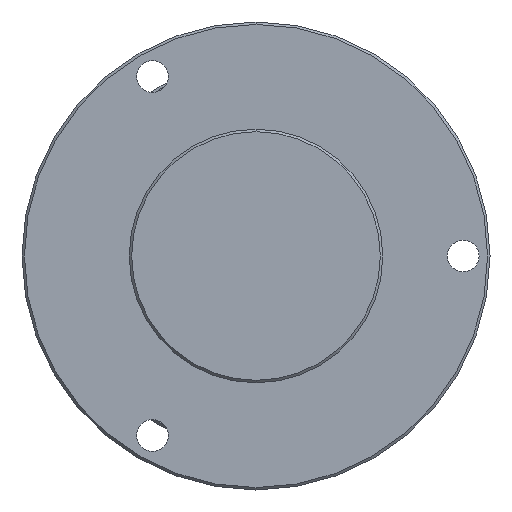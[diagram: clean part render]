
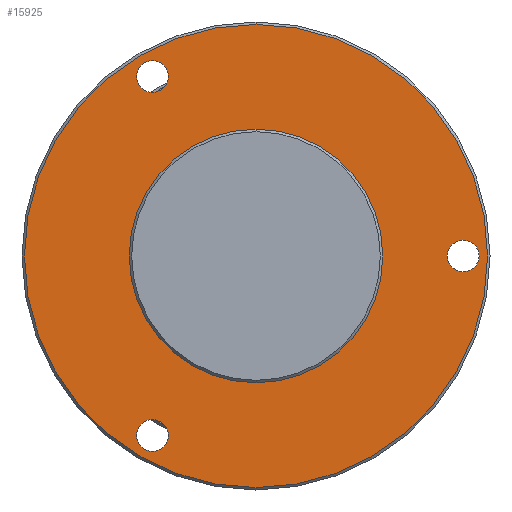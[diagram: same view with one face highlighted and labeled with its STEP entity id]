
A CAD part, left-side view. The second image highlights one B-rep face of the part: STEP entity #15925.
In plain terms, the highlighted planar face has unit normal (-1, 0, 0).
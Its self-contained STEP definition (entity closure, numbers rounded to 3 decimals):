
#150 = DIRECTION ( 'NONE',  ( 0., 0., -1. ) ) ;
#168 = DIRECTION ( 'NONE',  ( 0., 0., -1. ) ) ;
#587 = CARTESIAN_POINT ( 'NONE',  ( -103.332, 27.239, 108.899 ) ) ;
#952 = DIRECTION ( 'NONE',  ( 0., 0., -1. ) ) ;
#1058 = VERTEX_POINT ( 'NONE', #10378 ) ;
#1412 = CARTESIAN_POINT ( 'NONE',  ( -103.332, 27.239, 28.787 ) ) ;
#1453 = DIRECTION ( 'NONE',  ( 0., 0., 1. ) ) ;
#1910 = DIRECTION ( 'NONE',  ( -1., 0., 0. ) ) ;
#2056 = DIRECTION ( 'NONE',  ( 0., 0., -1. ) ) ;
#2183 = CIRCLE ( 'NONE', #12584, 25.5 ) ;
#2730 = VERTEX_POINT ( 'NONE', #587 ) ;
#3065 = ORIENTED_EDGE ( 'NONE', *, *, #20915, .F. ) ;
#3493 = ORIENTED_EDGE ( 'NONE', *, *, #8064, .F. ) ;
#3515 = EDGE_LOOP ( 'NONE', ( #17144, #3065 ) ) ;
#3582 = CARTESIAN_POINT ( 'NONE',  ( -103.332, 5.989, 68.843 ) ) ;
#3685 = DIRECTION ( 'NONE',  ( -1., 0., 0. ) ) ;
#4061 = DIRECTION ( 'NONE',  ( -1., 0., 0. ) ) ;
#4964 = EDGE_CURVE ( 'NONE', #14112, #23776, #6231, .T. ) ;
#5216 = AXIS2_PLACEMENT_3D ( 'NONE', #3582, #10925, #168 ) ;
#5529 = CIRCLE ( 'NONE', #22802, 3.25 ) ;
#5823 = DIRECTION ( 'NONE',  ( -1., 0., 0. ) ) ;
#6194 = EDGE_CURVE ( 'NONE', #17063, #1058, #13386, .T. ) ;
#6206 = DIRECTION ( 'NONE',  ( -1., 0., 0. ) ) ;
#6231 = CIRCLE ( 'NONE', #20801, 25.5 ) ;
#6355 = AXIS2_PLACEMENT_3D ( 'NONE', #15201, #6206, #14848 ) ;
#6400 = AXIS2_PLACEMENT_3D ( 'NONE', #20527, #4061, #20654 ) ;
#6402 = CIRCLE ( 'NONE', #16385, 3.25 ) ;
#6475 = EDGE_CURVE ( 'NONE', #23776, #14112, #2183, .T. ) ;
#7185 = EDGE_CURVE ( 'NONE', #16061, #2730, #7894, .T. ) ;
#7431 = CARTESIAN_POINT ( 'NONE',  ( -103.332, 27.239, 105.649 ) ) ;
#7559 = VERTEX_POINT ( 'NONE', #1412 ) ;
#7894 = CIRCLE ( 'NONE', #6355, 3.25 ) ;
#8064 = EDGE_CURVE ( 'NONE', #21283, #7559, #18655, .T. ) ;
#8304 = AXIS2_PLACEMENT_3D ( 'NONE', #21648, #14186, #18138 ) ;
#8704 = CIRCLE ( 'NONE', #6400, 3.25 ) ;
#8820 = CARTESIAN_POINT ( 'NONE',  ( -103.332, 5.989, 68.843 ) ) ;
#8997 = DIRECTION ( 'NONE',  ( -1., 0., 0. ) ) ;
#9485 = CARTESIAN_POINT ( 'NONE',  ( -103.332, 5.989, 21.343 ) ) ;
#9537 = VERTEX_POINT ( 'NONE', #18017 ) ;
#9545 = CARTESIAN_POINT ( 'NONE',  ( -103.332, -36.511, 68.843 ) ) ;
#10378 = CARTESIAN_POINT ( 'NONE',  ( -103.332, 5.989, 116.343 ) ) ;
#10574 = FACE_BOUND ( 'NONE', #3515, .T. ) ;
#10925 = DIRECTION ( 'NONE',  ( -1., 0., 0. ) ) ;
#11788 = DIRECTION ( 'NONE',  ( 0., 0., -1. ) ) ;
#12329 = DIRECTION ( 'NONE',  ( -1., 0., 0. ) ) ;
#12382 = FACE_BOUND ( 'NONE', #18068, .T. ) ;
#12509 = CIRCLE ( 'NONE', #5216, 47.5 ) ;
#12584 = AXIS2_PLACEMENT_3D ( 'NONE', #8820, #1910, #1453 ) ;
#12882 = AXIS2_PLACEMENT_3D ( 'NONE', #19266, #13746, #952 ) ;
#13196 = ORIENTED_EDGE ( 'NONE', *, *, #6194, .T. ) ;
#13386 = CIRCLE ( 'NONE', #16843, 47.5 ) ;
#13746 = DIRECTION ( 'NONE',  ( -1., 0., 0. ) ) ;
#14112 = VERTEX_POINT ( 'NONE', #18904 ) ;
#14186 = DIRECTION ( 'NONE',  ( 1., 0., 0. ) ) ;
#14378 = ORIENTED_EDGE ( 'NONE', *, *, #17400, .F. ) ;
#14414 = FACE_OUTER_BOUND ( 'NONE', #21469, .T. ) ;
#14636 = FACE_BOUND ( 'NONE', #22356, .T. ) ;
#14655 = ORIENTED_EDGE ( 'NONE', *, *, #6475, .F. ) ;
#14738 = DIRECTION ( 'NONE',  ( 0., 0., -1. ) ) ;
#14739 = ORIENTED_EDGE ( 'NONE', *, *, #15480, .T. ) ;
#14848 = DIRECTION ( 'NONE',  ( 0., 0., -1. ) ) ;
#15201 = CARTESIAN_POINT ( 'NONE',  ( -103.332, 27.239, 105.649 ) ) ;
#15480 = EDGE_CURVE ( 'NONE', #1058, #17063, #12509, .T. ) ;
#15494 = CARTESIAN_POINT ( 'NONE',  ( -103.332, 27.239, 32.037 ) ) ;
#15577 = CIRCLE ( 'NONE', #17125, 3.25 ) ;
#15872 = EDGE_CURVE ( 'NONE', #7559, #21283, #15577, .T. ) ;
#15925 = ADVANCED_FACE ( 'NONE', ( #12382, #14636, #10574, #14414, #21768 ), #19948, .F. ) ;
#16022 = EDGE_CURVE ( 'NONE', #16837, #9537, #8704, .T. ) ;
#16061 = VERTEX_POINT ( 'NONE', #21001 ) ;
#16385 = AXIS2_PLACEMENT_3D ( 'NONE', #9545, #5823, #2056 ) ;
#16837 = VERTEX_POINT ( 'NONE', #19951 ) ;
#16843 = AXIS2_PLACEMENT_3D ( 'NONE', #18233, #3685, #150 ) ;
#17063 = VERTEX_POINT ( 'NONE', #9485 ) ;
#17125 = AXIS2_PLACEMENT_3D ( 'NONE', #15494, #19341, #11788 ) ;
#17144 = ORIENTED_EDGE ( 'NONE', *, *, #7185, .F. ) ;
#17400 = EDGE_CURVE ( 'NONE', #9537, #16837, #6402, .T. ) ;
#17519 = EDGE_LOOP ( 'NONE', ( #21753, #14655 ) ) ;
#18017 = CARTESIAN_POINT ( 'NONE',  ( -103.332, -36.511, 72.093 ) ) ;
#18068 = EDGE_LOOP ( 'NONE', ( #19114, #14378 ) ) ;
#18138 = DIRECTION ( 'NONE',  ( 0., 0., -1. ) ) ;
#18233 = CARTESIAN_POINT ( 'NONE',  ( -103.332, 5.989, 68.843 ) ) ;
#18655 = CIRCLE ( 'NONE', #12882, 3.25 ) ;
#18904 = CARTESIAN_POINT ( 'NONE',  ( -103.332, 5.989, 94.343 ) ) ;
#19114 = ORIENTED_EDGE ( 'NONE', *, *, #16022, .F. ) ;
#19266 = CARTESIAN_POINT ( 'NONE',  ( -103.332, 27.239, 32.037 ) ) ;
#19341 = DIRECTION ( 'NONE',  ( -1., 0., 0. ) ) ;
#19361 = ORIENTED_EDGE ( 'NONE', *, *, #15872, .F. ) ;
#19948 = PLANE ( 'NONE',  #8304 ) ;
#19951 = CARTESIAN_POINT ( 'NONE',  ( -103.332, -36.511, 65.593 ) ) ;
#20332 = CARTESIAN_POINT ( 'NONE',  ( -103.332, 5.989, 43.343 ) ) ;
#20527 = CARTESIAN_POINT ( 'NONE',  ( -103.332, -36.511, 68.843 ) ) ;
#20654 = DIRECTION ( 'NONE',  ( 0., 0., -1. ) ) ;
#20801 = AXIS2_PLACEMENT_3D ( 'NONE', #23275, #12329, #21468 ) ;
#20915 = EDGE_CURVE ( 'NONE', #2730, #16061, #5529, .T. ) ;
#21001 = CARTESIAN_POINT ( 'NONE',  ( -103.332, 27.239, 102.399 ) ) ;
#21283 = VERTEX_POINT ( 'NONE', #23519 ) ;
#21468 = DIRECTION ( 'NONE',  ( 0., 0., 1. ) ) ;
#21469 = EDGE_LOOP ( 'NONE', ( #13196, #14739 ) ) ;
#21648 = CARTESIAN_POINT ( 'NONE',  ( -103.332, 5.989, 43.343 ) ) ;
#21753 = ORIENTED_EDGE ( 'NONE', *, *, #4964, .F. ) ;
#21768 = FACE_BOUND ( 'NONE', #17519, .T. ) ;
#22356 = EDGE_LOOP ( 'NONE', ( #19361, #3493 ) ) ;
#22802 = AXIS2_PLACEMENT_3D ( 'NONE', #7431, #8997, #14738 ) ;
#23275 = CARTESIAN_POINT ( 'NONE',  ( -103.332, 5.989, 68.843 ) ) ;
#23519 = CARTESIAN_POINT ( 'NONE',  ( -103.332, 27.239, 35.287 ) ) ;
#23776 = VERTEX_POINT ( 'NONE', #20332 ) ;
